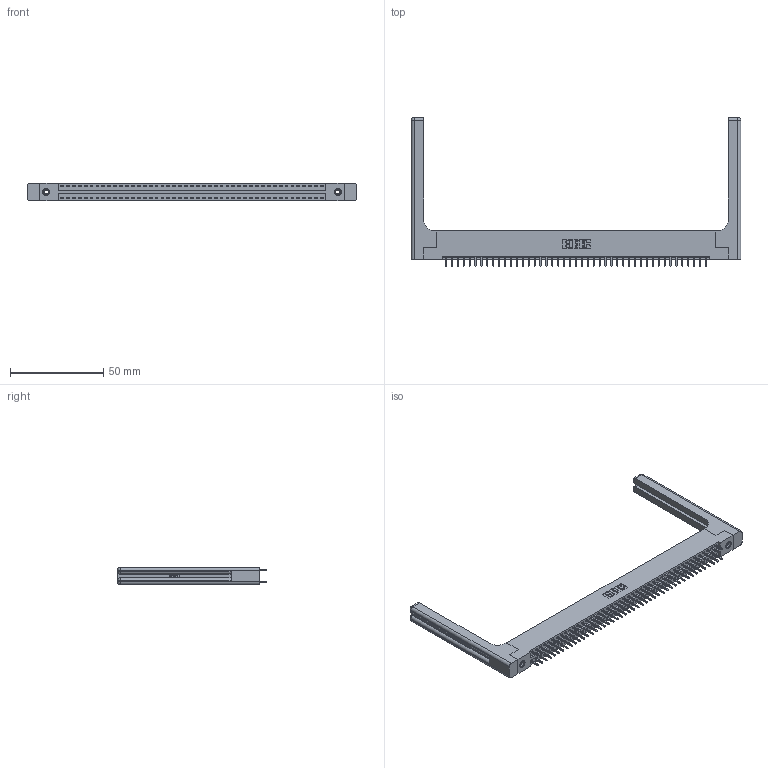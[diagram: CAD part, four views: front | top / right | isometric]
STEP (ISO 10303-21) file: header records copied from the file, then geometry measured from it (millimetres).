
FILE_DESCRIPTION (( 'STEP AP203' ), '1' );
FILE_NAME ('346-090-521-258.STEP', '2022-05-26T03:20:21', ( '' ), ( '' ), 'SwSTEP 2.0', 'SolidWorks 2020', '' );
FILE_SCHEMA (( 'CONFIG_CONTROL_DESIGN' ));
Length unit declared in the file: inch
Products named in the file (5): 345-250-001_345-250-001-102; 346-090-521-258; 346-220-058_345-220-058; 345-292-001_345-293-121; 346 Part_Flush Mounting Lugs - 0.156 Dia-TH
Assembly tree (95 placements, depth 2):
  346-090-521-258
    346 Part_Flush Mounting Lugs - 0.156 Dia-TH
    345-292-001_345-293-121  x90
    345-250-001_345-250-001-102  x2
    346-220-058_345-220-058  x2
Bounding box: 176.94 x 80.01 x 9.4 mm (x, y, z)
Volume: 24716.2 mm3; surface area: 28479.9 mm2
Topology: 95 solids, 95 shells, 5072 faces, 14981 edges, 9846 vertices
Faces by surface type: plane 3388, cylinder 1624, bspline 36, cone 12, sphere 8, torus 4
Entity records: 34580 total; most frequent: CARTESIAN_POINT 6707, ORIENTED_EDGE 5436, DIRECTION 4894, EDGE_CURVE 2718, VECTOR 2314, LINE 2314, VERTEX_POINT 1802, AXIS2_PLACEMENT_3D 1290
